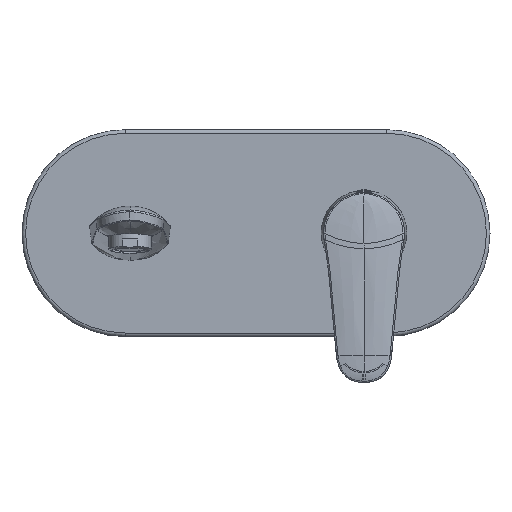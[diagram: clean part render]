
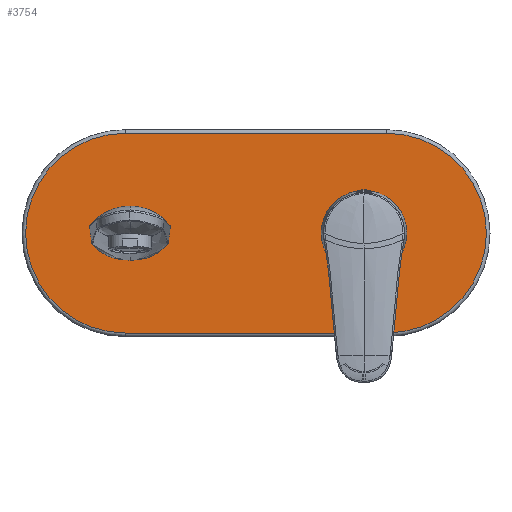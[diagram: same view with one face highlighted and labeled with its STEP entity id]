
A CAD part, front view. The second image highlights one B-rep face of the part: STEP entity #3754.
In plain terms, the highlighted planar face has unit normal (0, -1, 0).
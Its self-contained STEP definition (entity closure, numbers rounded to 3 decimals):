
#502=LINE('',#7843,#637);
#503=LINE('',#7847,#638);
#637=VECTOR('',#4867,145.);
#638=VECTOR('',#4870,145.);
#812=PLANE('',#4214);
#926=FACE_OUTER_BOUND('',#1192,.T.);
#1192=EDGE_LOOP('',(#2891,#2892,#2893,#2894));
#1461=CIRCLE('',#4215,55.5);
#1462=CIRCLE('',#4216,55.5);
#1679=VERTEX_POINT('',#7841);
#1680=VERTEX_POINT('',#7842);
#1681=VERTEX_POINT('',#7844);
#1682=VERTEX_POINT('',#7846);
#2107=EDGE_CURVE('',#1679,#1680,#502,.T.);
#2108=EDGE_CURVE('',#1680,#1681,#1461,.T.);
#2109=EDGE_CURVE('',#1681,#1682,#503,.T.);
#2110=EDGE_CURVE('',#1682,#1679,#1462,.T.);
#2891=ORIENTED_EDGE('',*,*,#2107,.T.);
#2892=ORIENTED_EDGE('',*,*,#2108,.T.);
#2893=ORIENTED_EDGE('',*,*,#2109,.T.);
#2894=ORIENTED_EDGE('',*,*,#2110,.T.);
#3754=ADVANCED_FACE('',(#926),#812,.T.);
#4214=AXIS2_PLACEMENT_3D('',#7840,#4865,#4866);
#4215=AXIS2_PLACEMENT_3D('',#7845,#4868,#4869);
#4216=AXIS2_PLACEMENT_3D('',#7848,#4871,#4872);
#4865=DIRECTION('center_axis',(0.,-1.,0.));
#4866=DIRECTION('ref_axis',(0.,0.,-1.));
#4867=DIRECTION('',(-1.,0.,0.));
#4868=DIRECTION('center_axis',(0.,-1.,0.));
#4869=DIRECTION('ref_axis',(0.,0.,1.));
#4870=DIRECTION('',(1.,0.,0.));
#4871=DIRECTION('center_axis',(0.,-1.,0.));
#4872=DIRECTION('ref_axis',(0.,0.,-1.));
#7840=CARTESIAN_POINT('Origin',(60.5,-8.579,-3.291));
#7841=CARTESIAN_POINT('',(73.,-8.579,52.209));
#7842=CARTESIAN_POINT('',(-72.,-8.579,52.209));
#7843=CARTESIAN_POINT('',(73.,-8.579,52.209));
#7844=CARTESIAN_POINT('',(-72.,-8.579,-58.791));
#7845=CARTESIAN_POINT('Origin',(-72.,-8.579,-3.291));
#7846=CARTESIAN_POINT('',(73.,-8.579,-58.791));
#7847=CARTESIAN_POINT('',(-72.,-8.579,-58.791));
#7848=CARTESIAN_POINT('Origin',(73.,-8.579,-3.291));
